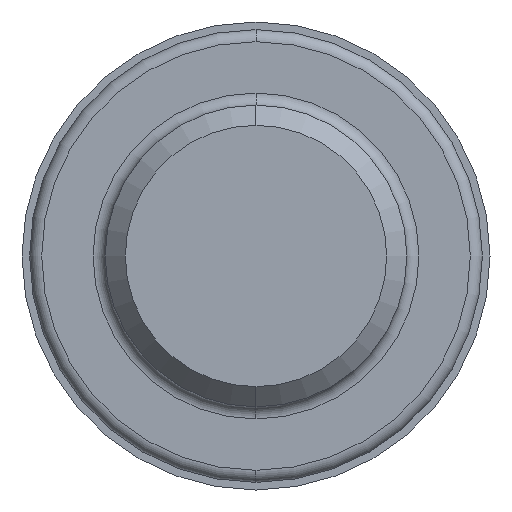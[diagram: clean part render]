
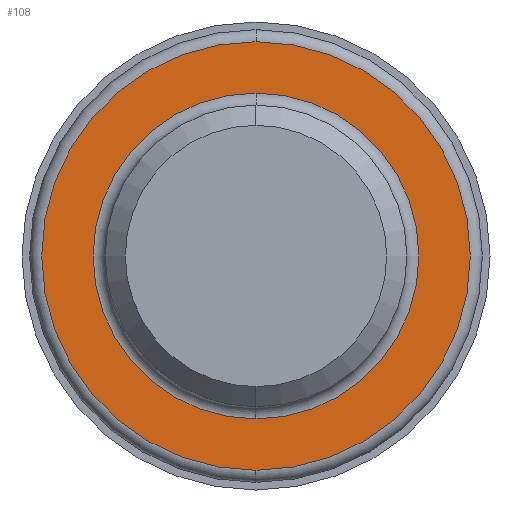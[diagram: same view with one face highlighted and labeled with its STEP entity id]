
A CAD part, left-side view. The second image highlights one B-rep face of the part: STEP entity #108.
In plain terms, the highlighted planar face has unit normal (-1, 0, 0).
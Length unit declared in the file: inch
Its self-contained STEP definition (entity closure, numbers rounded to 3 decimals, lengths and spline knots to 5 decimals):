
#23 = DIRECTION ( 'NONE',  ( 1., 0., 0. ) ) ;
#36 = DIRECTION ( 'NONE',  ( 0., 0., 1. ) ) ;
#56 = CARTESIAN_POINT ( 'NONE',  ( 2., 0., -0.5325 ) ) ;
#80 = FACE_OUTER_BOUND ( 'NONE', #554, .T. ) ;
#81 = ORIENTED_EDGE ( 'NONE', *, *, #627, .F. ) ;
#86 = DIRECTION ( 'NONE',  ( 0., 0., 1. ) ) ;
#108 = ADVANCED_FACE ( 'NONE', ( #292, #80 ), #281, .F. ) ;
#120 = CIRCLE ( 'NONE', #477, 0.5325 ) ;
#147 = AXIS2_PLACEMENT_3D ( 'NONE', #230, #23, #734 ) ;
#181 = CIRCLE ( 'NONE', #815, 0.40485 ) ;
#199 = CIRCLE ( 'NONE', #571, 0.5325 ) ;
#207 = DIRECTION ( 'NONE',  ( 0., 0., 1. ) ) ;
#230 = CARTESIAN_POINT ( 'NONE',  ( 2., 0.5325, 0. ) ) ;
#232 = CARTESIAN_POINT ( 'NONE',  ( 2., 0., 0. ) ) ;
#234 = AXIS2_PLACEMENT_3D ( 'NONE', #557, #626, #36 ) ;
#281 = PLANE ( 'NONE',  #147 ) ;
#292 = FACE_BOUND ( 'NONE', #790, .T. ) ;
#305 = VERTEX_POINT ( 'NONE', #56 ) ;
#354 = ORIENTED_EDGE ( 'NONE', *, *, #678, .F. ) ;
#358 = DIRECTION ( 'NONE',  ( -1., 0., 0. ) ) ;
#396 = ORIENTED_EDGE ( 'NONE', *, *, #796, .T. ) ;
#419 = DIRECTION ( 'NONE',  ( 0., 0., 1. ) ) ;
#448 = ORIENTED_EDGE ( 'NONE', *, *, #492, .T. ) ;
#477 = AXIS2_PLACEMENT_3D ( 'NONE', #232, #358, #419 ) ;
#492 = EDGE_CURVE ( 'NONE', #684, #305, #199, .T. ) ;
#500 = CIRCLE ( 'NONE', #234, 0.40485 ) ;
#550 = CARTESIAN_POINT ( 'NONE',  ( 2., 0., 0.5325 ) ) ;
#554 = EDGE_LOOP ( 'NONE', ( #448, #396 ) ) ;
#557 = CARTESIAN_POINT ( 'NONE',  ( 2., 0., 0. ) ) ;
#559 = CARTESIAN_POINT ( 'NONE',  ( 2., 0., -0.40485 ) ) ;
#571 = AXIS2_PLACEMENT_3D ( 'NONE', #594, #733, #207 ) ;
#594 = CARTESIAN_POINT ( 'NONE',  ( 2., 0., 0. ) ) ;
#610 = DIRECTION ( 'NONE',  ( -1., 0., 0. ) ) ;
#626 = DIRECTION ( 'NONE',  ( -1., 0., 0. ) ) ;
#627 = EDGE_CURVE ( 'NONE', #691, #774, #181, .T. ) ;
#677 = CARTESIAN_POINT ( 'NONE',  ( 2., 0., 0. ) ) ;
#678 = EDGE_CURVE ( 'NONE', #774, #691, #500, .T. ) ;
#684 = VERTEX_POINT ( 'NONE', #550 ) ;
#691 = VERTEX_POINT ( 'NONE', #746 ) ;
#733 = DIRECTION ( 'NONE',  ( -1., 0., 0. ) ) ;
#734 = DIRECTION ( 'NONE',  ( 0., 0., -1. ) ) ;
#746 = CARTESIAN_POINT ( 'NONE',  ( 2., 0., 0.40485 ) ) ;
#774 = VERTEX_POINT ( 'NONE', #559 ) ;
#790 = EDGE_LOOP ( 'NONE', ( #81, #354 ) ) ;
#796 = EDGE_CURVE ( 'NONE', #305, #684, #120, .T. ) ;
#815 = AXIS2_PLACEMENT_3D ( 'NONE', #677, #610, #86 ) ;
